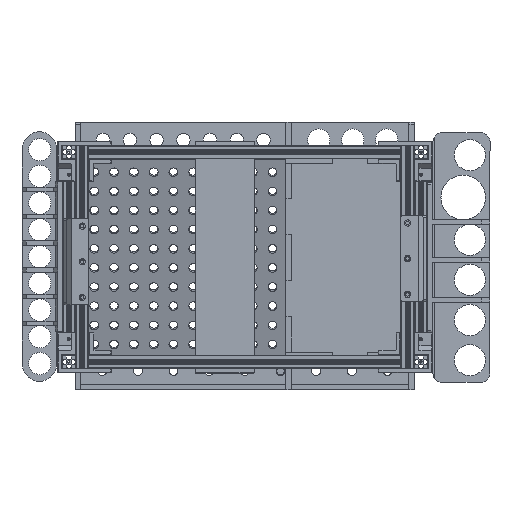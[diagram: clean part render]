
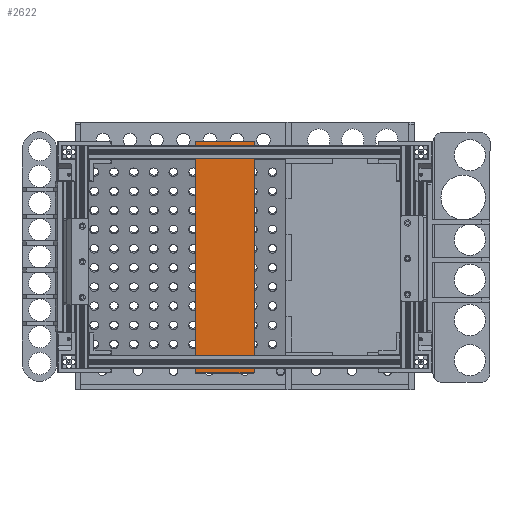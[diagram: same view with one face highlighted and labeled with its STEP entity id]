
A CAD part, front view. The second image highlights one B-rep face of the part: STEP entity #2622.
In plain terms, the highlighted planar face has unit normal (0, -1, 0).
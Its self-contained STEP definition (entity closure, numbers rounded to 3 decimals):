
#707 = CARTESIAN_POINT ( 'NONE',  ( 0., 0., 0. ) ) ;
#1182 = ORIENTED_EDGE ( 'NONE', *, *, #44294, .T. ) ;
#1557 = EDGE_CURVE ( 'NONE', #45116, #6907, #28406, .T. ) ;
#2467 = VERTEX_POINT ( 'NONE', #21422 ) ;
#2622 = ADVANCED_FACE ( 'NONE', ( #31693, #9465, #7193, #39094, #41365 ), #18994, .T. ) ;
#2721 = EDGE_CURVE ( 'NONE', #2467, #33984, #34519, .T. ) ;
#3950 = CARTESIAN_POINT ( 'NONE',  ( -11., 0., 115.8 ) ) ;
#4303 = EDGE_LOOP ( 'NONE', ( #32560, #13493 ) ) ;
#4317 = CARTESIAN_POINT ( 'NONE',  ( 11., 0., 117.5 ) ) ;
#4812 = EDGE_CURVE ( 'NONE', #38088, #20733, #45194, .T. ) ;
#5087 = CIRCLE ( 'NONE', #7264, 1.7 ) ;
#5236 = CARTESIAN_POINT ( 'NONE',  ( -11., 0., 119.2 ) ) ;
#5418 = ORIENTED_EDGE ( 'NONE', *, *, #4812, .T. ) ;
#6473 = ORIENTED_EDGE ( 'NONE', *, *, #29520, .T. ) ;
#6907 = VERTEX_POINT ( 'NONE', #14009 ) ;
#7059 = LINE ( 'NONE', #26173, #44158 ) ;
#7193 = FACE_BOUND ( 'NONE', #4303, .T. ) ;
#7264 = AXIS2_PLACEMENT_3D ( 'NONE', #35553, #28253, #14060 ) ;
#7503 = AXIS2_PLACEMENT_3D ( 'NONE', #4317, #15281, #7952 ) ;
#7943 = CARTESIAN_POINT ( 'NONE',  ( -11., 0., -117.5 ) ) ;
#7952 = DIRECTION ( 'NONE',  ( 0., 0., 1. ) ) ;
#8070 = CARTESIAN_POINT ( 'NONE',  ( 11., 0., -117.5 ) ) ;
#8756 = CARTESIAN_POINT ( 'NONE',  ( -11., 0., -117.5 ) ) ;
#8958 = DIRECTION ( 'NONE',  ( 0., 1., 0. ) ) ;
#9052 = VERTEX_POINT ( 'NONE', #34437 ) ;
#9084 = VERTEX_POINT ( 'NONE', #9101 ) ;
#9101 = CARTESIAN_POINT ( 'NONE',  ( -11., 0., -115.8 ) ) ;
#9465 = FACE_BOUND ( 'NONE', #26384, .T. ) ;
#9967 = ORIENTED_EDGE ( 'NONE', *, *, #22134, .T. ) ;
#10091 = CIRCLE ( 'NONE', #19960, 1.7 ) ;
#10150 = ORIENTED_EDGE ( 'NONE', *, *, #36601, .T. ) ;
#10550 = AXIS2_PLACEMENT_3D ( 'NONE', #31675, #17484, #16229 ) ;
#10880 = EDGE_LOOP ( 'NONE', ( #1182, #37019 ) ) ;
#13493 = ORIENTED_EDGE ( 'NONE', *, *, #26692, .T. ) ;
#13915 = CARTESIAN_POINT ( 'NONE',  ( -33., 0., -130. ) ) ;
#14009 = CARTESIAN_POINT ( 'NONE',  ( -33., 0., 129.5 ) ) ;
#14060 = DIRECTION ( 'NONE',  ( 0., 0., 1. ) ) ;
#14647 = AXIS2_PLACEMENT_3D ( 'NONE', #8070, #33537, #37219 ) ;
#15281 = DIRECTION ( 'NONE',  ( 0., 1., 0. ) ) ;
#15639 = CARTESIAN_POINT ( 'NONE',  ( 11., 0., 117.5 ) ) ;
#16132 = CARTESIAN_POINT ( 'NONE',  ( 11., 0., -117.5 ) ) ;
#16229 = DIRECTION ( 'NONE',  ( 0., 0., 1. ) ) ;
#16367 = DIRECTION ( 'NONE',  ( 0., 0., 1. ) ) ;
#17184 = CARTESIAN_POINT ( 'NONE',  ( -33., 0., 129.5 ) ) ;
#17484 = DIRECTION ( 'NONE',  ( 0., 1., 0. ) ) ;
#17544 = DIRECTION ( 'NONE',  ( 0., 0., 1. ) ) ;
#17825 = DIRECTION ( 'NONE',  ( -1., 0., 0. ) ) ;
#17889 = EDGE_CURVE ( 'NONE', #38088, #6907, #26282, .T. ) ;
#18663 = DIRECTION ( 'NONE',  ( 0., -1., 0. ) ) ;
#18994 = PLANE ( 'NONE',  #38218 ) ;
#19084 = DIRECTION ( 'NONE',  ( 1., 0., 0. ) ) ;
#19280 = ORIENTED_EDGE ( 'NONE', *, *, #1557, .T. ) ;
#19619 = DIRECTION ( 'NONE',  ( 0., 0., 1. ) ) ;
#19960 = AXIS2_PLACEMENT_3D ( 'NONE', #7943, #37088, #22605 ) ;
#20218 = CIRCLE ( 'NONE', #10550, 1.7 ) ;
#20733 = VERTEX_POINT ( 'NONE', #40769 ) ;
#20859 = EDGE_CURVE ( 'NONE', #29701, #9084, #10091, .T. ) ;
#21340 = CARTESIAN_POINT ( 'NONE',  ( -33., 0., -129.5 ) ) ;
#21422 = CARTESIAN_POINT ( 'NONE',  ( 11., 0., -115.8 ) ) ;
#21463 = CARTESIAN_POINT ( 'NONE',  ( -11., 0., -119.2 ) ) ;
#22134 = EDGE_CURVE ( 'NONE', #37123, #22183, #20218, .T. ) ;
#22183 = VERTEX_POINT ( 'NONE', #5236 ) ;
#22274 = ORIENTED_EDGE ( 'NONE', *, *, #20859, .T. ) ;
#22275 = CARTESIAN_POINT ( 'NONE',  ( 0., 0., -129.5 ) ) ;
#22605 = DIRECTION ( 'NONE',  ( 0., 0., 1. ) ) ;
#22859 = VECTOR ( 'NONE', #17544, 1000. ) ;
#23113 = DIRECTION ( 'NONE',  ( 0., 1., 0. ) ) ;
#25649 = EDGE_CURVE ( 'NONE', #22183, #37123, #5087, .T. ) ;
#26173 = CARTESIAN_POINT ( 'NONE',  ( 33., 0., -130. ) ) ;
#26282 = LINE ( 'NONE', #13915, #22859 ) ;
#26384 = EDGE_LOOP ( 'NONE', ( #6473, #22274 ) ) ;
#26650 = DIRECTION ( 'NONE',  ( 0., 0., 1. ) ) ;
#26692 = EDGE_CURVE ( 'NONE', #33984, #2467, #35186, .T. ) ;
#26883 = EDGE_LOOP ( 'NONE', ( #29921, #9967 ) ) ;
#28253 = DIRECTION ( 'NONE',  ( 0., 1., 0. ) ) ;
#28406 = LINE ( 'NONE', #17184, #36323 ) ;
#29321 = ORIENTED_EDGE ( 'NONE', *, *, #17889, .F. ) ;
#29499 = DIRECTION ( 'NONE',  ( 0., 0., -1. ) ) ;
#29520 = EDGE_CURVE ( 'NONE', #9084, #29701, #42247, .T. ) ;
#29603 = AXIS2_PLACEMENT_3D ( 'NONE', #15639, #23113, #45085 ) ;
#29701 = VERTEX_POINT ( 'NONE', #21463 ) ;
#29921 = ORIENTED_EDGE ( 'NONE', *, *, #25649, .T. ) ;
#30551 = DIRECTION ( 'NONE',  ( 0., 1., 0. ) ) ;
#31186 = EDGE_LOOP ( 'NONE', ( #10150, #19280, #29321, #5418 ) ) ;
#31675 = CARTESIAN_POINT ( 'NONE',  ( -11., 0., 117.5 ) ) ;
#31693 = FACE_OUTER_BOUND ( 'NONE', #31186, .T. ) ;
#32560 = ORIENTED_EDGE ( 'NONE', *, *, #2721, .T. ) ;
#33093 = CIRCLE ( 'NONE', #7503, 1.7 ) ;
#33537 = DIRECTION ( 'NONE',  ( 0., 1., 0. ) ) ;
#33984 = VERTEX_POINT ( 'NONE', #46395 ) ;
#34437 = CARTESIAN_POINT ( 'NONE',  ( 11., 0., 115.8 ) ) ;
#34519 = CIRCLE ( 'NONE', #43119, 1.7 ) ;
#34982 = CARTESIAN_POINT ( 'NONE',  ( 33., 0., 129.5 ) ) ;
#35186 = CIRCLE ( 'NONE', #14647, 1.7 ) ;
#35553 = CARTESIAN_POINT ( 'NONE',  ( -11., 0., 117.5 ) ) ;
#36148 = CARTESIAN_POINT ( 'NONE',  ( 11., 0., 119.2 ) ) ;
#36279 = CIRCLE ( 'NONE', #29603, 1.7 ) ;
#36323 = VECTOR ( 'NONE', #17825, 1000. ) ;
#36601 = EDGE_CURVE ( 'NONE', #20733, #45116, #7059, .T. ) ;
#36978 = AXIS2_PLACEMENT_3D ( 'NONE', #8756, #30551, #16367 ) ;
#37019 = ORIENTED_EDGE ( 'NONE', *, *, #39622, .T. ) ;
#37088 = DIRECTION ( 'NONE',  ( 0., 1., 0. ) ) ;
#37123 = VERTEX_POINT ( 'NONE', #3950 ) ;
#37219 = DIRECTION ( 'NONE',  ( 0., 0., 1. ) ) ;
#38088 = VERTEX_POINT ( 'NONE', #21340 ) ;
#38218 = AXIS2_PLACEMENT_3D ( 'NONE', #707, #18663, #29499 ) ;
#39094 = FACE_BOUND ( 'NONE', #26883, .T. ) ;
#39622 = EDGE_CURVE ( 'NONE', #9052, #40656, #33093, .T. ) ;
#40656 = VERTEX_POINT ( 'NONE', #36148 ) ;
#40769 = CARTESIAN_POINT ( 'NONE',  ( 33., 0., -129.5 ) ) ;
#41365 = FACE_BOUND ( 'NONE', #10880, .T. ) ;
#42247 = CIRCLE ( 'NONE', #36978, 1.7 ) ;
#43119 = AXIS2_PLACEMENT_3D ( 'NONE', #16132, #8958, #19619 ) ;
#43451 = VECTOR ( 'NONE', #19084, 1000. ) ;
#44158 = VECTOR ( 'NONE', #26650, 1000. ) ;
#44294 = EDGE_CURVE ( 'NONE', #40656, #9052, #36279, .T. ) ;
#45085 = DIRECTION ( 'NONE',  ( 0., 0., 1. ) ) ;
#45116 = VERTEX_POINT ( 'NONE', #34982 ) ;
#45194 = LINE ( 'NONE', #22275, #43451 ) ;
#46395 = CARTESIAN_POINT ( 'NONE',  ( 11., 0., -119.2 ) ) ;
